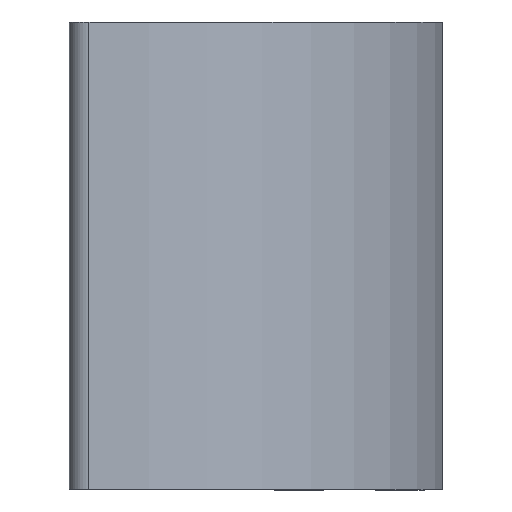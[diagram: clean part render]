
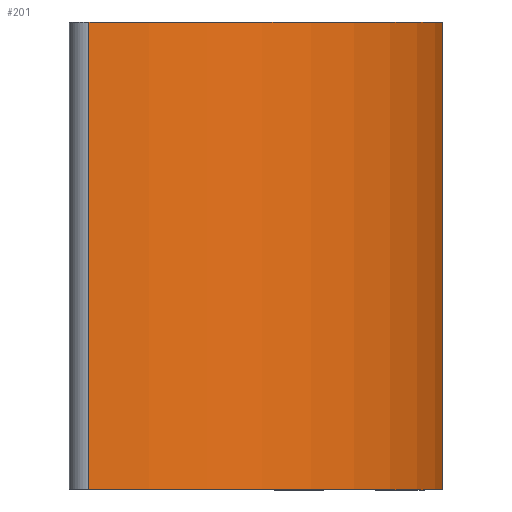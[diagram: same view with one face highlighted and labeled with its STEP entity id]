
A CAD part, top view. The second image highlights one B-rep face of the part: STEP entity #201.
In plain terms, the highlighted cylindrical face has radius 80 mm (diameter 160 mm), a partial arc.
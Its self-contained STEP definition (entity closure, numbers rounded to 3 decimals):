
#201 = ADVANCED_FACE( '', ( #506 ), #507, .T. );
#506 = FACE_OUTER_BOUND( '', #933, .T. );
#507 = CYLINDRICAL_SURFACE( '', #934, 80. );
#933 = EDGE_LOOP( '', ( #1464, #1465, #1466, #1467 ) );
#934 = AXIS2_PLACEMENT_3D( '', #1468, #1469, #1470 );
#1464 = ORIENTED_EDGE( '', *, *, #2706, .T. );
#1465 = ORIENTED_EDGE( '', *, *, #2707, .F. );
#1466 = ORIENTED_EDGE( '', *, *, #2708, .F. );
#1467 = ORIENTED_EDGE( '', *, *, #2709, .T. );
#1468 = CARTESIAN_POINT( '', ( -39.947, 100., -39.947 ) );
#1469 = DIRECTION( '', ( 0., 1., 0. ) );
#1470 = DIRECTION( '', ( 0., 0., -1. ) );
#2706 = EDGE_CURVE( '', #3309, #3310, #3311, .T. );
#2707 = EDGE_CURVE( '', #3312, #3310, #3313, .T. );
#2708 = EDGE_CURVE( '', #3314, #3312, #3315, .T. );
#2709 = EDGE_CURVE( '', #3314, #3309, #3316, .T. );
#3309 = VERTEX_POINT( '', #4144 );
#3310 = VERTEX_POINT( '', #4145 );
#3311 = CIRCLE( '', #4146, 80. );
#3312 = VERTEX_POINT( '', #4147 );
#3313 = LINE( '', #4148, #4149 );
#3314 = VERTEX_POINT( '', #4150 );
#3315 = CIRCLE( '', #4151, 80. );
#3316 = LINE( '', #4152, #4153 );
#4144 = CARTESIAN_POINT( '', ( -35.737, 0., 39.942 ) );
#4145 = CARTESIAN_POINT( '', ( 39.942, 0., -35.737 ) );
#4146 = AXIS2_PLACEMENT_3D( '', #5052, #5053, #5054 );
#4147 = CARTESIAN_POINT( '', ( 39.942, 100., -35.737 ) );
#4148 = CARTESIAN_POINT( '', ( 39.942, 100., -35.737 ) );
#4149 = VECTOR( '', #5055, 1000. );
#4150 = CARTESIAN_POINT( '', ( -35.737, 100., 39.942 ) );
#4151 = AXIS2_PLACEMENT_3D( '', #5056, #5057, #5058 );
#4152 = CARTESIAN_POINT( '', ( -35.737, 100., 39.942 ) );
#4153 = VECTOR( '', #5059, 1000. );
#5052 = CARTESIAN_POINT( '', ( -39.947, 0., -39.947 ) );
#5053 = DIRECTION( '', ( 0., 1., 0. ) );
#5054 = DIRECTION( '', ( 1., 0., 0. ) );
#5055 = DIRECTION( '', ( 0., -1., 0. ) );
#5056 = CARTESIAN_POINT( '', ( -39.947, 100., -39.947 ) );
#5057 = DIRECTION( '', ( 0., 1., 0. ) );
#5058 = DIRECTION( '', ( 1., 0., 0. ) );
#5059 = DIRECTION( '', ( 0., -1., 0. ) );
